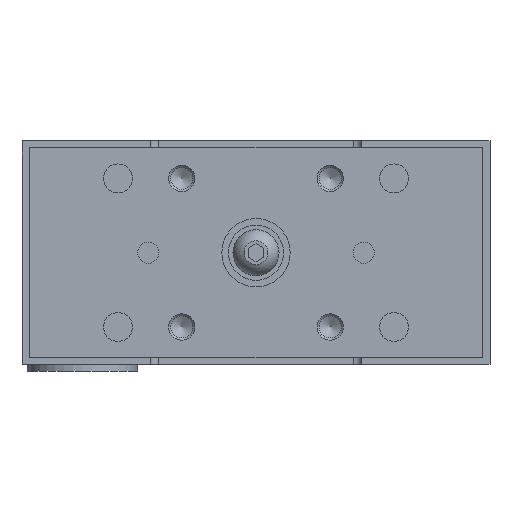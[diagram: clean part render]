
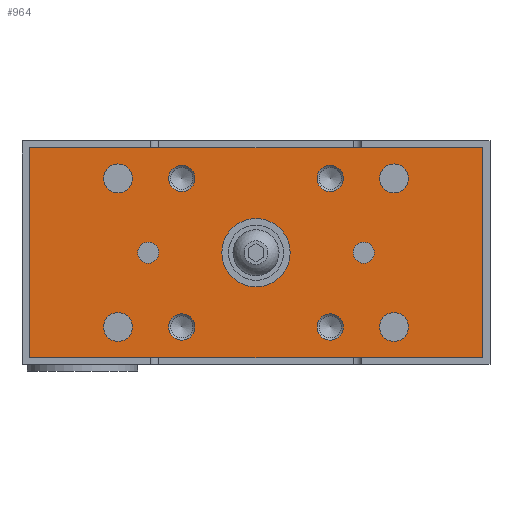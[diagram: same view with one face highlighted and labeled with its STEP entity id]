
A CAD part, left-side view. The second image highlights one B-rep face of the part: STEP entity #964.
In plain terms, the highlighted planar face has unit normal (-1, 0, 0).
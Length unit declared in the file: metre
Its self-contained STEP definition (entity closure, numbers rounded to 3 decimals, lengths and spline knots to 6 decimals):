
#964 = ADVANCED_FACE( '', ( #2235, #2236, #2237, #2238, #2239, #2240, #2241, #2242, #2243, #2244, #2245, #2246 ), #2247, .F. );
#2235 = FACE_BOUND( '', #3757, .T. );
#2236 = FACE_BOUND( '', #3758, .T. );
#2237 = FACE_BOUND( '', #3759, .T. );
#2238 = FACE_BOUND( '', #3760, .T. );
#2239 = FACE_BOUND( '', #3761, .T. );
#2240 = FACE_BOUND( '', #3762, .T. );
#2241 = FACE_BOUND( '', #3763, .T. );
#2242 = FACE_BOUND( '', #3764, .T. );
#2243 = FACE_BOUND( '', #3765, .T. );
#2244 = FACE_BOUND( '', #3766, .T. );
#2245 = FACE_BOUND( '', #3767, .T. );
#2246 = FACE_OUTER_BOUND( '', #3768, .T. );
#2247 = PLANE( '', #3769 );
#3757 = EDGE_LOOP( '', ( #6263 ) );
#3758 = EDGE_LOOP( '', ( #6264 ) );
#3759 = EDGE_LOOP( '', ( #6265 ) );
#3760 = EDGE_LOOP( '', ( #6266 ) );
#3761 = EDGE_LOOP( '', ( #6267 ) );
#3762 = EDGE_LOOP( '', ( #6268 ) );
#3763 = EDGE_LOOP( '', ( #6269 ) );
#3764 = EDGE_LOOP( '', ( #6270 ) );
#3765 = EDGE_LOOP( '', ( #6271 ) );
#3766 = EDGE_LOOP( '', ( #6272 ) );
#3767 = EDGE_LOOP( '', ( #6273 ) );
#3768 = EDGE_LOOP( '', ( #6274, #6275, #6276, #6277 ) );
#3769 = AXIS2_PLACEMENT_3D( '', #6278, #6279, #6280 );
#6263 = ORIENTED_EDGE( '', *, *, #8002, .T. );
#6264 = ORIENTED_EDGE( '', *, *, #8311, .T. );
#6265 = ORIENTED_EDGE( '', *, *, #7828, .F. );
#6266 = ORIENTED_EDGE( '', *, *, #7439, .F. );
#6267 = ORIENTED_EDGE( '', *, *, #7667, .T. );
#6268 = ORIENTED_EDGE( '', *, *, #7888, .T. );
#6269 = ORIENTED_EDGE( '', *, *, #8312, .T. );
#6270 = ORIENTED_EDGE( '', *, *, #8313, .T. );
#6271 = ORIENTED_EDGE( '', *, *, #8314, .T. );
#6272 = ORIENTED_EDGE( '', *, *, #8039, .T. );
#6273 = ORIENTED_EDGE( '', *, *, #7565, .T. );
#6274 = ORIENTED_EDGE( '', *, *, #8204, .T. );
#6275 = ORIENTED_EDGE( '', *, *, #8315, .T. );
#6276 = ORIENTED_EDGE( '', *, *, #7430, .T. );
#6277 = ORIENTED_EDGE( '', *, *, #7764, .T. );
#6278 = CARTESIAN_POINT( '', ( -0.037, 0.086, -0.0025 ) );
#6279 = DIRECTION( '', ( 1., 0., 0. ) );
#6280 = DIRECTION( '', ( 0., 0., 1. ) );
#7430 = EDGE_CURVE( '', #8600, #8598, #8601, .T. );
#7439 = EDGE_CURVE( '', #8615, #8615, #8616, .T. );
#7565 = EDGE_CURVE( '', #8839, #8839, #8840, .T. );
#7667 = EDGE_CURVE( '', #9008, #9008, #9009, .T. );
#7764 = EDGE_CURVE( '', #8598, #9164, #9166, .T. );
#7828 = EDGE_CURVE( '', #9264, #9264, #9265, .T. );
#7888 = EDGE_CURVE( '', #9360, #9360, #9361, .T. );
#8002 = EDGE_CURVE( '', #9535, #9535, #9536, .T. );
#8039 = EDGE_CURVE( '', #9593, #9593, #9594, .T. );
#8204 = EDGE_CURVE( '', #9164, #9824, #9826, .T. );
#8311 = EDGE_CURVE( '', #9966, #9966, #9967, .T. );
#8312 = EDGE_CURVE( '', #9968, #9968, #9969, .T. );
#8313 = EDGE_CURVE( '', #9970, #9970, #9971, .T. );
#8314 = EDGE_CURVE( '', #9972, #9972, #9973, .T. );
#8315 = EDGE_CURVE( '', #9824, #8600, #9974, .T. );
#8598 = VERTEX_POINT( '', #10295 );
#8600 = VERTEX_POINT( '', #10298 );
#8601 = LINE( '', #10299, #10300 );
#8615 = VERTEX_POINT( '', #10319 );
#8616 = CIRCLE( '', #10320, 0.005 );
#8839 = VERTEX_POINT( '', #10642 );
#8840 = CIRCLE( '', #10643, 0.004 );
#9008 = VERTEX_POINT( '', #11187 );
#9009 = CIRCLE( '', #11188, 0.005 );
#9164 = VERTEX_POINT( '', #11437 );
#9166 = LINE( '', #11440, #11441 );
#9264 = VERTEX_POINT( '', #11560 );
#9265 = CIRCLE( '', #11561, 0.005 );
#9360 = VERTEX_POINT( '', #11695 );
#9361 = CIRCLE( '', #11696, 0.0055 );
#9535 = VERTEX_POINT( '', #12069 );
#9536 = CIRCLE( '', #12070, 0.013 );
#9593 = VERTEX_POINT( '', #12154 );
#9594 = CIRCLE( '', #12155, 0.004 );
#9824 = VERTEX_POINT( '', #12557 );
#9826 = LINE( '', #12560, #12561 );
#9966 = VERTEX_POINT( '', #12748 );
#9967 = CIRCLE( '', #12749, 0.005 );
#9968 = VERTEX_POINT( '', #12750 );
#9969 = CIRCLE( '', #12751, 0.0055 );
#9970 = VERTEX_POINT( '', #12752 );
#9971 = CIRCLE( '', #12753, 0.0055 );
#9972 = VERTEX_POINT( '', #12754 );
#9973 = CIRCLE( '', #12755, 0.0055 );
#9974 = LINE( '', #12756, #12757 );
#10295 = CARTESIAN_POINT( '', ( -0.037, -0.086, -0.0025 ) );
#10298 = CARTESIAN_POINT( '', ( -0.037, -0.086, -0.0825 ) );
#10299 = CARTESIAN_POINT( '', ( -0.037, -0.086, -0.0825 ) );
#10300 = VECTOR( '', #13188, 1. );
#10319 = CARTESIAN_POINT( '', ( -0.037, 0.02325, -0.07075 ) );
#10320 = AXIS2_PLACEMENT_3D( '', #13197, #13198, #13199 );
#10642 = CARTESIAN_POINT( '', ( -0.037, -0.037, -0.0425 ) );
#10643 = AXIS2_PLACEMENT_3D( '', #13368, #13369, #13370 );
#11187 = CARTESIAN_POINT( '', ( -0.037, -0.02325, -0.07075 ) );
#11188 = AXIS2_PLACEMENT_3D( '', #13508, #13509, #13510 );
#11437 = CARTESIAN_POINT( '', ( -0.037, 0.086, -0.0025 ) );
#11440 = CARTESIAN_POINT( '', ( -0.037, -0.086, -0.0025 ) );
#11441 = VECTOR( '', #13661, 1. );
#11560 = CARTESIAN_POINT( '', ( -0.037, -0.02325, -0.01425 ) );
#11561 = AXIS2_PLACEMENT_3D( '', #13751, #13752, #13753 );
#11695 = CARTESIAN_POINT( '', ( -0.037, 0.058, -0.01425 ) );
#11696 = AXIS2_PLACEMENT_3D( '', #13846, #13847, #13848 );
#12069 = CARTESIAN_POINT( '', ( -0.037, 0.013, -0.0425 ) );
#12070 = AXIS2_PLACEMENT_3D( '', #14003, #14004, #14005 );
#12154 = CARTESIAN_POINT( '', ( -0.037, 0.045, -0.0425 ) );
#12155 = AXIS2_PLACEMENT_3D( '', #14059, #14060, #14061 );
#12557 = CARTESIAN_POINT( '', ( -0.037, 0.086, -0.0825 ) );
#12560 = CARTESIAN_POINT( '', ( -0.037, 0.086, -0.0025 ) );
#12561 = VECTOR( '', #14254, 1. );
#12748 = CARTESIAN_POINT( '', ( -0.037, 0.02325, -0.01425 ) );
#12749 = AXIS2_PLACEMENT_3D( '', #14369, #14370, #14371 );
#12750 = CARTESIAN_POINT( '', ( -0.037, -0.047, -0.01425 ) );
#12751 = AXIS2_PLACEMENT_3D( '', #14372, #14373, #14374 );
#12752 = CARTESIAN_POINT( '', ( -0.037, 0.058, -0.07075 ) );
#12753 = AXIS2_PLACEMENT_3D( '', #14375, #14376, #14377 );
#12754 = CARTESIAN_POINT( '', ( -0.037, -0.047, -0.07075 ) );
#12755 = AXIS2_PLACEMENT_3D( '', #14378, #14379, #14380 );
#12756 = CARTESIAN_POINT( '', ( -0.037, 0.086, -0.0825 ) );
#12757 = VECTOR( '', #14381, 1. );
#13188 = DIRECTION( '', ( 0., 0., 1. ) );
#13197 = CARTESIAN_POINT( '', ( -0.037, 0.02825, -0.07075 ) );
#13198 = DIRECTION( '', ( -1., 0., 0. ) );
#13199 = DIRECTION( '', ( 0., -1., 0. ) );
#13368 = CARTESIAN_POINT( '', ( -0.037, -0.041, -0.0425 ) );
#13369 = DIRECTION( '', ( 1., 0., 0. ) );
#13370 = DIRECTION( '', ( 0., 1., 0. ) );
#13508 = CARTESIAN_POINT( '', ( -0.037, -0.02825, -0.07075 ) );
#13509 = DIRECTION( '', ( 1., 0., 0. ) );
#13510 = DIRECTION( '', ( 0., 1., 0. ) );
#13661 = DIRECTION( '', ( 0., 1., 0. ) );
#13751 = CARTESIAN_POINT( '', ( -0.037, -0.02825, -0.01425 ) );
#13752 = DIRECTION( '', ( -1., 0., 0. ) );
#13753 = DIRECTION( '', ( 0., 1., 0. ) );
#13846 = CARTESIAN_POINT( '', ( -0.037, 0.0525, -0.01425 ) );
#13847 = DIRECTION( '', ( 1., 0., 0. ) );
#13848 = DIRECTION( '', ( 0., 1., 0. ) );
#14003 = CARTESIAN_POINT( '', ( -0.037, 0., -0.0425 ) );
#14004 = DIRECTION( '', ( 1., 0., 0. ) );
#14005 = DIRECTION( '', ( 0., 1., 0. ) );
#14059 = CARTESIAN_POINT( '', ( -0.037, 0.041, -0.0425 ) );
#14060 = DIRECTION( '', ( 1., 0., 0. ) );
#14061 = DIRECTION( '', ( 0., 1., 0. ) );
#14254 = DIRECTION( '', ( 0., 0., -1. ) );
#14369 = CARTESIAN_POINT( '', ( -0.037, 0.02825, -0.01425 ) );
#14370 = DIRECTION( '', ( 1., 0., 0. ) );
#14371 = DIRECTION( '', ( 0., -1., 0. ) );
#14372 = CARTESIAN_POINT( '', ( -0.037, -0.0525, -0.01425 ) );
#14373 = DIRECTION( '', ( 1., 0., 0. ) );
#14374 = DIRECTION( '', ( 0., 1., 0. ) );
#14375 = CARTESIAN_POINT( '', ( -0.037, 0.0525, -0.07075 ) );
#14376 = DIRECTION( '', ( 1., 0., 0. ) );
#14377 = DIRECTION( '', ( 0., 1., 0. ) );
#14378 = CARTESIAN_POINT( '', ( -0.037, -0.0525, -0.07075 ) );
#14379 = DIRECTION( '', ( 1., 0., 0. ) );
#14380 = DIRECTION( '', ( 0., 1., 0. ) );
#14381 = DIRECTION( '', ( 0., -1., 0. ) );
